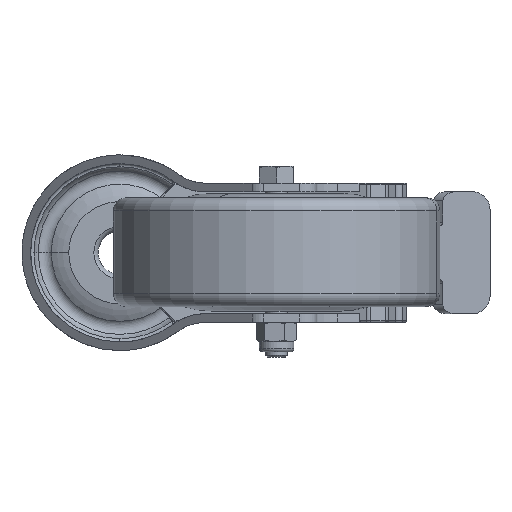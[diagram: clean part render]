
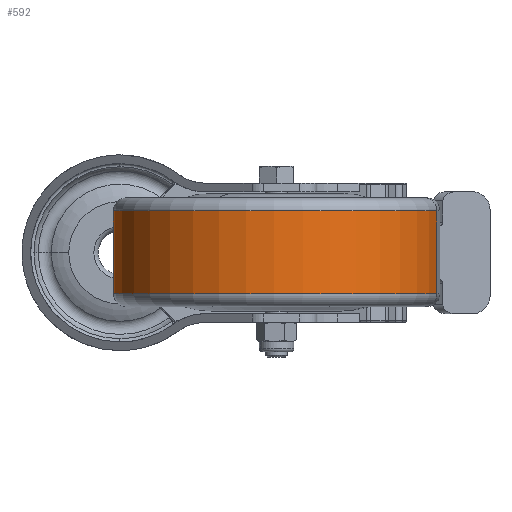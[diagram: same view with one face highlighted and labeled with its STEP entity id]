
A CAD part, front view. The second image highlights one B-rep face of the part: STEP entity #592.
In plain terms, the highlighted cylindrical face has radius 37.5 mm (diameter 75 mm), a partial arc.
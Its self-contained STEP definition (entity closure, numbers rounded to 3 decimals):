
#106 = LINE ( 'NONE', #8840, #5524 ) ;
#592 = ADVANCED_FACE ( 'NONE', ( #2253 ), #9100, .T. ) ;
#606 = CARTESIAN_POINT ( 'NONE',  ( -0.834, -46.962, -9.389 ) ) ;
#811 = CARTESIAN_POINT ( 'NONE',  ( 72.834, -61.038, -9.889 ) ) ;
#862 = CARTESIAN_POINT ( 'NONE',  ( -0.834, -46.962, 9.611 ) ) ;
#1992 = EDGE_CURVE ( 'NONE', #4996, #11020, #11252, .T. ) ;
#2253 = FACE_OUTER_BOUND ( 'NONE', #6233, .T. ) ;
#2798 = CARTESIAN_POINT ( 'NONE',  ( 36., -54., -9.889 ) ) ;
#2801 = ORIENTED_EDGE ( 'NONE', *, *, #1992, .T. ) ;
#4996 = VERTEX_POINT ( 'NONE', #606 ) ;
#5524 = VECTOR ( 'NONE', #14401, 1000. ) ;
#6087 = CARTESIAN_POINT ( 'NONE',  ( 36., -54., -9.389 ) ) ;
#6156 = EDGE_CURVE ( 'NONE', #13691, #14239, #13262, .T. ) ;
#6233 = EDGE_LOOP ( 'NONE', ( #8440, #11346, #11897, #2801 ) ) ;
#7401 = CARTESIAN_POINT ( 'NONE',  ( 72.834, -61.038, 9.611 ) ) ;
#8440 = ORIENTED_EDGE ( 'NONE', *, *, #13197, .F. ) ;
#8510 = EDGE_CURVE ( 'NONE', #14239, #4996, #106, .T. ) ;
#8840 = CARTESIAN_POINT ( 'NONE',  ( -0.834, -46.962, -9.889 ) ) ;
#8841 = CARTESIAN_POINT ( 'NONE',  ( 36., -54., 9.611 ) ) ;
#9100 = CYLINDRICAL_SURFACE ( 'NONE', #10579, 37.5 ) ;
#9294 = LINE ( 'NONE', #811, #13852 ) ;
#10277 = AXIS2_PLACEMENT_3D ( 'NONE', #6087, #12825, #12873 ) ;
#10579 = AXIS2_PLACEMENT_3D ( 'NONE', #2798, #11726, #13025 ) ;
#11020 = VERTEX_POINT ( 'NONE', #13045 ) ;
#11252 = CIRCLE ( 'NONE', #10277, 37.5 ) ;
#11346 = ORIENTED_EDGE ( 'NONE', *, *, #6156, .T. ) ;
#11726 = DIRECTION ( 'NONE',  ( 0., 0., -1. ) ) ;
#11897 = ORIENTED_EDGE ( 'NONE', *, *, #8510, .T. ) ;
#12362 = DIRECTION ( 'NONE',  ( 0., 0., -1. ) ) ;
#12825 = DIRECTION ( 'NONE',  ( 0., 0., 1. ) ) ;
#12873 = DIRECTION ( 'NONE',  ( 0.982, -0.188, 0. ) ) ;
#12964 = AXIS2_PLACEMENT_3D ( 'NONE', #8841, #12362, #13508 ) ;
#13025 = DIRECTION ( 'NONE',  ( -0.982, 0.188, 0. ) ) ;
#13045 = CARTESIAN_POINT ( 'NONE',  ( 72.834, -61.038, -9.389 ) ) ;
#13169 = DIRECTION ( 'NONE',  ( 0., 0., -1. ) ) ;
#13197 = EDGE_CURVE ( 'NONE', #13691, #11020, #9294, .T. ) ;
#13262 = CIRCLE ( 'NONE', #12964, 37.5 ) ;
#13508 = DIRECTION ( 'NONE',  ( -0.982, 0.188, 0. ) ) ;
#13691 = VERTEX_POINT ( 'NONE', #7401 ) ;
#13852 = VECTOR ( 'NONE', #13169, 1000. ) ;
#14239 = VERTEX_POINT ( 'NONE', #862 ) ;
#14401 = DIRECTION ( 'NONE',  ( 0., 0., -1. ) ) ;
